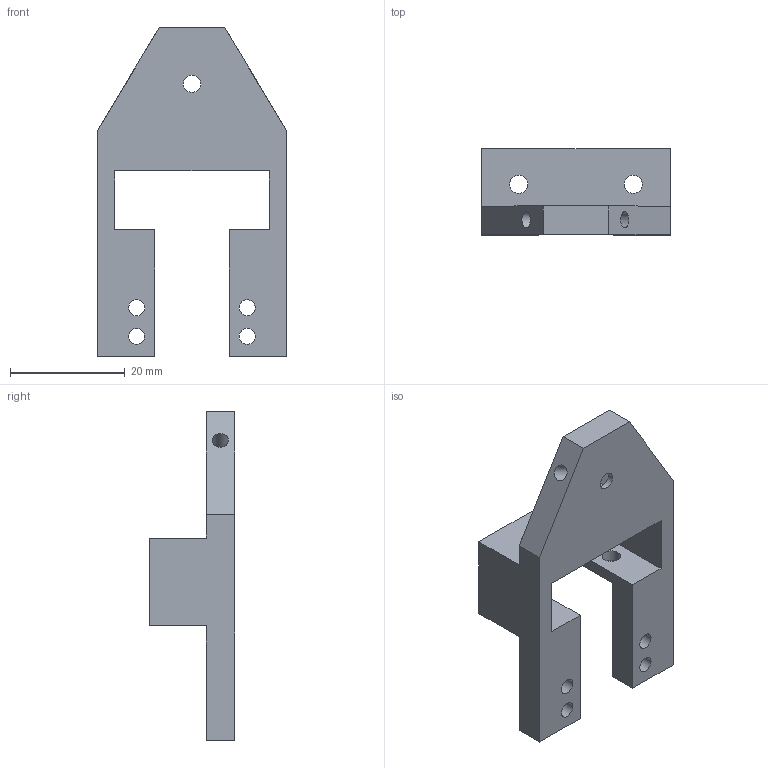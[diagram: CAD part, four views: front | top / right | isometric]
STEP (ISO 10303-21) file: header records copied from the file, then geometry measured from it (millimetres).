
FILE_DESCRIPTION(/* description */ (''),/* implementation_level */ '2;1');
FILE_NAME(/* name */ '30_Cube_Z_Focus_MGN_NEMA_slide_belt_part2.ipt.step',/* time_stamp */ '2022-11-29T08:22:13+01:00',/* author */ ('diederichbenedict'),/* organization */ (''),/* preprocessor_version */ 'ST-DEVELOPER v18.1',/* originating_system */ 'Autodesk Inventor 2022',/* authorisation */ '');
FILE_SCHEMA (('AUTOMOTIVE_DESIGN { 1 0 10303 214 3 1 1 }'));
Length unit declared in the file: millimetre
Products named in the file (1): 30_Cube_Z_Focus_MGN_NEMA_slide_belt_part2
Bounding box: 32.99 x 15 x 57.42 mm (x, y, z)
Volume: 7277.8 mm3; surface area: 5392.2 mm2
Topology: 1 solids, 1 shells, 40 faces, 111 edges, 74 vertices
Faces by surface type: plane 29, cylinder 11
Full cylindrical faces by diameter (mm): 2.8 x6, 3 x1, 3.2 x4
Entity records: 1362 total; most frequent: CARTESIAN_POINT 226, ORIENTED_EDGE 222, DIRECTION 215, EDGE_CURVE 111, LINE 89, VECTOR 89, VERTEX_POINT 74, EDGE_LOOP 63
